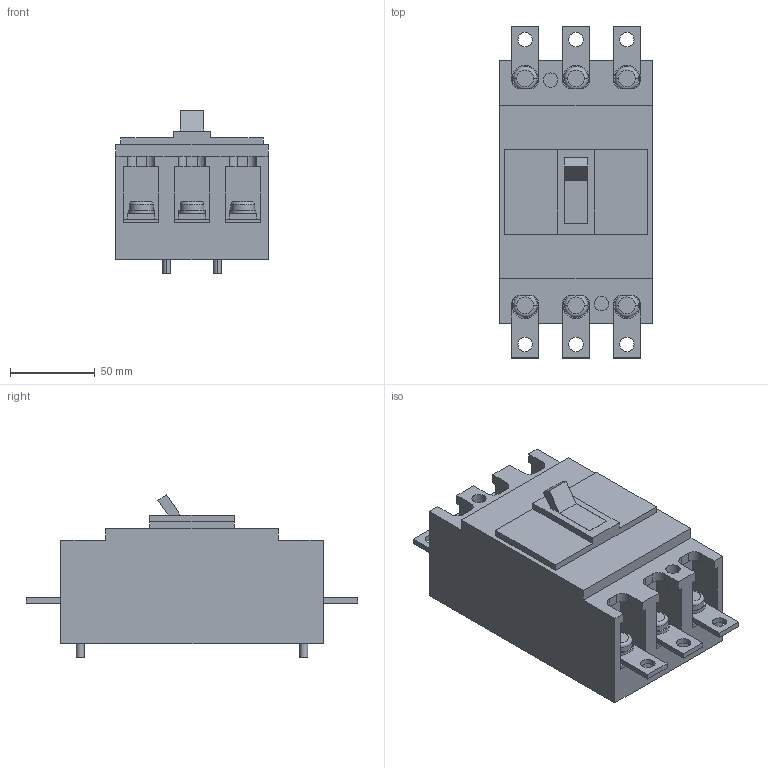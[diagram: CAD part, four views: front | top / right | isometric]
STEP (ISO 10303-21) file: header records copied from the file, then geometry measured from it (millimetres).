
FILE_DESCRIPTION(('CoCreate Modeling STEP Export'),'2;1');
FILE_NAME('Ｓ１００ＮＦ３ＦＢ.stp','2014-03-31T15:53:49',(''),(''),'CoCreate Modeling STEP processor for AP214 (Solid Model)','CoCreate Modeling 17.0 01-Apr-2010 (C) Parametric Technology GmbH','');
FILE_SCHEMA(('AUTOMOTIVE_DESIGN { 1 0 10303 214 1 1 1 1 }'));
Length unit declared in the file: millimetre
Products named in the file (6): P3.3; P4.1; P2; P1; P5; Ｓ１００ＮＦ３ＦＢ
Assembly tree (21 placements, depth 2):
  Ｓ１００ＮＦ３ＦＢ
    P5  x6
    P4.1  x6
    P1
    P3.3  x6
    P2  x2
Bounding box: 90 x 196 x 96 mm (x, y, z)
Volume: 862592.4 mm3; surface area: 101760.6 mm2
Topology: 21 solids, 21 shells, 310 faces, 718 edges, 474 vertices
Faces by surface type: plane 186, cylinder 112, torus 12
Entity records: 4595 total; most frequent: ORIENTED_EDGE 772, CARTESIAN_POINT 745, DIRECTION 706, EDGE_CURVE 386, VECTOR 272, LINE 272, VERTEX_POINT 256, AXIS2_PLACEMENT_3D 217
